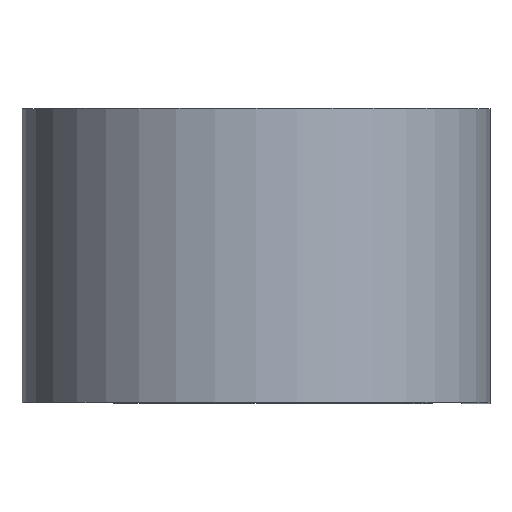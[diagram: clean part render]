
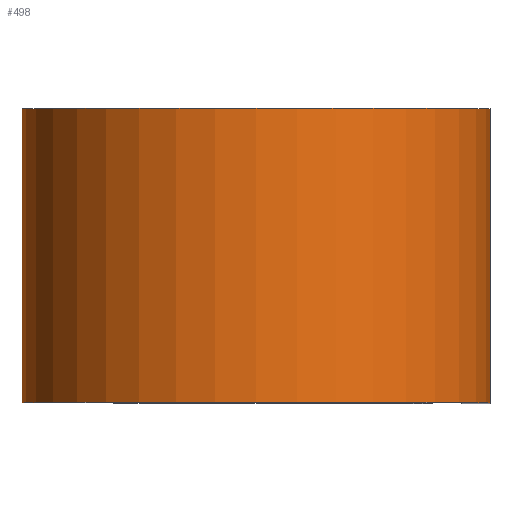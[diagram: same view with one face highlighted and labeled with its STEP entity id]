
A CAD part, top view. The second image highlights one B-rep face of the part: STEP entity #498.
In plain terms, the highlighted cylindrical face has radius 12.636 mm (diameter 25.273 mm), a partial arc.
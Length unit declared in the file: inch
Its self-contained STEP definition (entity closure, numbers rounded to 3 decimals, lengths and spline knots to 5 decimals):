
#15 = CARTESIAN_POINT ( 'NONE',  ( 0., 0.3125, 0. ) ) ;
#58 = AXIS2_PLACEMENT_3D ( 'NONE', #531, #532, #534 ) ;
#73 = CARTESIAN_POINT ( 'NONE',  ( 0., 0.3125, -0.4975 ) ) ;
#78 = DIRECTION ( 'NONE',  ( 0., 0., -1. ) ) ;
#83 = VERTEX_POINT ( 'NONE', #73 ) ;
#101 = VECTOR ( 'NONE', #281, 39.37008 ) ;
#103 = ORIENTED_EDGE ( 'NONE', *, *, #308, .F. ) ;
#110 = EDGE_LOOP ( 'NONE', ( #393, #103, #209, #357 ) ) ;
#116 = LINE ( 'NONE', #629, #497 ) ;
#179 = EDGE_CURVE ( 'NONE', #220, #566, #574, .T. ) ;
#205 = AXIS2_PLACEMENT_3D ( 'NONE', #15, #390, #384 ) ;
#209 = ORIENTED_EDGE ( 'NONE', *, *, #237, .F. ) ;
#220 = VERTEX_POINT ( 'NONE', #547 ) ;
#229 = CARTESIAN_POINT ( 'NONE',  ( 0.4975, 0.3125, 0. ) ) ;
#237 = EDGE_CURVE ( 'NONE', #83, #293, #560, .T. ) ;
#278 = AXIS2_PLACEMENT_3D ( 'NONE', #433, #341, #78 ) ;
#281 = DIRECTION ( 'NONE',  ( 0., -1., 0. ) ) ;
#293 = VERTEX_POINT ( 'NONE', #570 ) ;
#308 = EDGE_CURVE ( 'NONE', #293, #566, #411, .T. ) ;
#309 = EDGE_CURVE ( 'NONE', #83, #220, #116, .T. ) ;
#341 = DIRECTION ( 'NONE',  ( 0., -1., 0. ) ) ;
#353 = DIRECTION ( 'NONE',  ( 0., -1., 0. ) ) ;
#357 = ORIENTED_EDGE ( 'NONE', *, *, #309, .T. ) ;
#384 = DIRECTION ( 'NONE',  ( 1., 0., 0. ) ) ;
#390 = DIRECTION ( 'NONE',  ( 0., 1., 0. ) ) ;
#393 = ORIENTED_EDGE ( 'NONE', *, *, #179, .T. ) ;
#411 = LINE ( 'NONE', #229, #101 ) ;
#418 = FACE_OUTER_BOUND ( 'NONE', #110, .T. ) ;
#433 = CARTESIAN_POINT ( 'NONE',  ( 0., 0.3125, 0. ) ) ;
#445 = CARTESIAN_POINT ( 'NONE',  ( 0.4975, -0.3125, 0. ) ) ;
#497 = VECTOR ( 'NONE', #353, 39.37008 ) ;
#498 = ADVANCED_FACE ( 'NONE', ( #418 ), #503, .T. ) ;
#503 = CYLINDRICAL_SURFACE ( 'NONE', #278, 0.4975 ) ;
#531 = CARTESIAN_POINT ( 'NONE',  ( 0., -0.3125, 0. ) ) ;
#532 = DIRECTION ( 'NONE',  ( 0., 1., 0. ) ) ;
#534 = DIRECTION ( 'NONE',  ( 1., 0., 0. ) ) ;
#547 = CARTESIAN_POINT ( 'NONE',  ( 0., -0.3125, -0.4975 ) ) ;
#560 = CIRCLE ( 'NONE', #205, 0.4975 ) ;
#566 = VERTEX_POINT ( 'NONE', #445 ) ;
#570 = CARTESIAN_POINT ( 'NONE',  ( 0.4975, 0.3125, 0. ) ) ;
#574 = CIRCLE ( 'NONE', #58, 0.4975 ) ;
#629 = CARTESIAN_POINT ( 'NONE',  ( 0., 0.3125, -0.4975 ) ) ;
